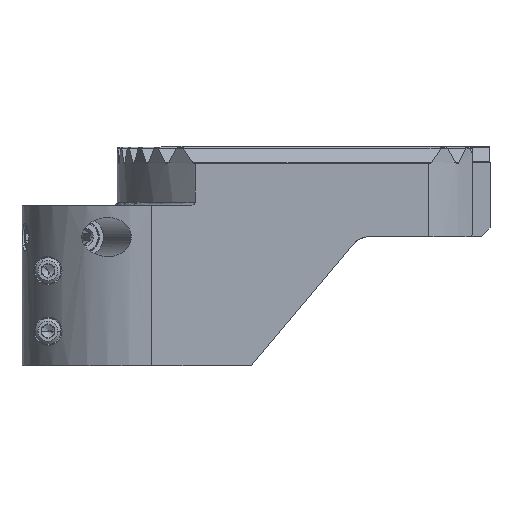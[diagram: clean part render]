
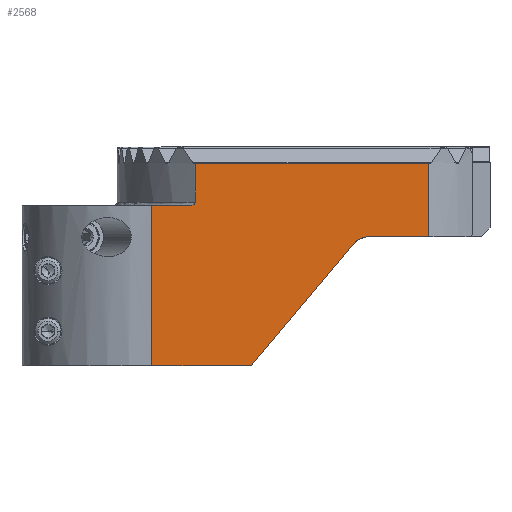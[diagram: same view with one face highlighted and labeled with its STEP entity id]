
A CAD part, front view. The second image highlights one B-rep face of the part: STEP entity #2568.
In plain terms, the highlighted planar face has unit normal (0, -1, 0).
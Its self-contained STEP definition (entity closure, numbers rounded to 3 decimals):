
#2204=VERTEX_POINT('NONE',#6409);
#2398=EDGE_CURVE('NONE',#6046,#5982,#6620,.T.);
#2568=ADVANCED_FACE('NONE',(#6810),#6811,.T.);
#2622=VERTEX_POINT('NONE',#6871);
#3244=EDGE_CURVE('NONE',#4476,#2622,#7571,.T.);
#3472=EDGE_CURVE('NONE',#2204,#5418,#7819,.T.);
#3568=EDGE_CURVE('NONE',#5418,#5884,#7923,.T.);
#3574=VERTEX_POINT('NONE',#7929);
#3962=EDGE_CURVE('NONE',#6046,#5236,#8355,.T.);
#4250=EDGE_CURVE('NONE',#5982,#5884,#8668,.T.);
#4476=VERTEX_POINT('NONE',#8910);
#5236=VERTEX_POINT('NONE',#9742);
#5418=VERTEX_POINT('NONE',#9940);
#5422=EDGE_CURVE('NONE',#2622,#2204,#9944,.T.);
#5756=EDGE_CURVE('NONE',#5892,#3574,#10316,.T.);
#5884=VERTEX_POINT('NONE',#10455);
#5892=VERTEX_POINT('NONE',#10463);
#5970=EDGE_CURVE('NONE',#5236,#5892,#10546,.T.);
#5982=VERTEX_POINT('NONE',#10559);
#6046=VERTEX_POINT('NONE',#10632);
#6192=EDGE_CURVE('NONE',#3574,#4476,#10795,.T.);
#6409=CARTESIAN_POINT('',(-3.398,-12.862,9.089));
#6620=LINE('',#11444,#11445);
#6810=FACE_OUTER_BOUND('',#11801,.T.);
#6811=PLANE('',#11802);
#6871=CARTESIAN_POINT('',(-2.084,-12.862,9.889));
#7571=LINE('',#13181,#13182);
#7819=LINE('',#13613,#13614);
#7923=LINE('',#13816,#13817);
#7929=CARTESIAN_POINT('',(51.916,-12.862,18.841));
#8355=CIRCLE('',#14615,5.0);
#8668=LINE('',#15293,#15294);
#8910=CARTESIAN_POINT('',(-2.084,-12.862,18.841));
#9742=CARTESIAN_POINT('',(38.247,-12.862,1.939));
#9940=CARTESIAN_POINT('',(-12.084,-12.862,9.089));
#9944=B_SPLINE_CURVE_WITH_KNOTS('',3,(#17732,#17733,#17734,#17735,#17736,#17737,#17738,#17739,#17740,#17741),.UNSPECIFIED.,.F.,.F.,(4,2,2,2,4),(0.0,0.,0.001,0.001,0.002),.UNSPECIFIED.);
#10316=LINE('',#18473,#18474);
#10455=CARTESIAN_POINT('',(-12.084,-12.862,-27.911));
#10463=CARTESIAN_POINT('',(51.916,-12.862,1.939));
#10546=LINE('',#18896,#18897);
#10559=CARTESIAN_POINT('',(10.869,-12.862,-27.911));
#10632=CARTESIAN_POINT('',(34.417,-12.862,0.153));
#10795=LINE('',#19367,#19368);
#11444=CARTESIAN_POINT('',(56.949,-12.862,27.006));
#11445=VECTOR('',#19851,1000.0);
#11801=EDGE_LOOP('',(#20082,#20083,#20084,#20085,#20086,#20087,#20088,#20089,#20090,#20091));
#11802=AXIS2_PLACEMENT_3D('',#20092,#20093,#20094);
#13181=CARTESIAN_POINT('',(-2.084,-12.862,32.697));
#13182=VECTOR('',#20993,1000.0);
#13613=CARTESIAN_POINT('',(61.916,-12.862,9.089));
#13614=VECTOR('',#21244,1000.0);
#13816=CARTESIAN_POINT('',(-12.084,-12.862,22.839));
#13817=VECTOR('',#21346,1000.0);
#14615=AXIS2_PLACEMENT_3D('',#21819,#21820,#21821);
#15293=CARTESIAN_POINT('',(-42.084,-12.862,-27.911));
#15294=VECTOR('',#22106,1000.0);
#17732=CARTESIAN_POINT('',(-2.084,-12.862,9.889));
#17733=CARTESIAN_POINT('',(-2.084,-12.862,9.746));
#17734=CARTESIAN_POINT('',(-2.15,-12.862,9.613));
#17735=CARTESIAN_POINT('',(-2.339,-12.862,9.403));
#17736=CARTESIAN_POINT('',(-2.458,-12.862,9.324));
#17737=CARTESIAN_POINT('',(-2.709,-12.862,9.203));
#17738=CARTESIAN_POINT('',(-2.843,-12.862,9.16));
#17739=CARTESIAN_POINT('',(-3.118,-12.862,9.103));
#17740=CARTESIAN_POINT('',(-3.257,-12.862,9.089));
#17741=CARTESIAN_POINT('',(-3.398,-12.862,9.089));
#18473=CARTESIAN_POINT('',(51.916,-12.862,28.064));
#18474=VECTOR('',#23854,1000.0);
#18896=CARTESIAN_POINT('',(38.247,-12.862,1.939));
#18897=VECTOR('',#24073,1000.0);
#19367=CARTESIAN_POINT('',(61.916,-12.862,18.841));
#19368=VECTOR('',#24368,1000.0);
#19851=DIRECTION('',(-0.643,0.0,-0.766));
#20082=ORIENTED_EDGE('',*,*,#5756,.T.);
#20083=ORIENTED_EDGE('',*,*,#6192,.T.);
#20084=ORIENTED_EDGE('',*,*,#3244,.T.);
#20085=ORIENTED_EDGE('',*,*,#5422,.T.);
#20086=ORIENTED_EDGE('',*,*,#3472,.T.);
#20087=ORIENTED_EDGE('',*,*,#3568,.T.);
#20088=ORIENTED_EDGE('',*,*,#4250,.F.);
#20089=ORIENTED_EDGE('',*,*,#2398,.F.);
#20090=ORIENTED_EDGE('',*,*,#3962,.T.);
#20091=ORIENTED_EDGE('',*,*,#5970,.T.);
#20092=CARTESIAN_POINT('',(61.916,-12.862,22.839));
#20093=DIRECTION('',(0.0,-1.0,0.0));
#20094=DIRECTION('',(0.0,0.0,1.0));
#20993=DIRECTION('',(0.0,0.0,-1.0));
#21244=DIRECTION('',(-1.0,0.0,0.0));
#21346=DIRECTION('',(0.,0.0,-1.0));
#21819=CARTESIAN_POINT('',(38.247,-12.862,-3.061));
#21820=DIRECTION('',(-0.0,1.0,0.0));
#21821=DIRECTION('',(1.0,0.0,0.0));
#22106=DIRECTION('',(-1.0,0.0,0.));
#23854=DIRECTION('',(0.0,-0.0,1.0));
#24073=DIRECTION('',(1.0,0.0,0.));
#24368=DIRECTION('',(-1.0,0.0,0.0));
